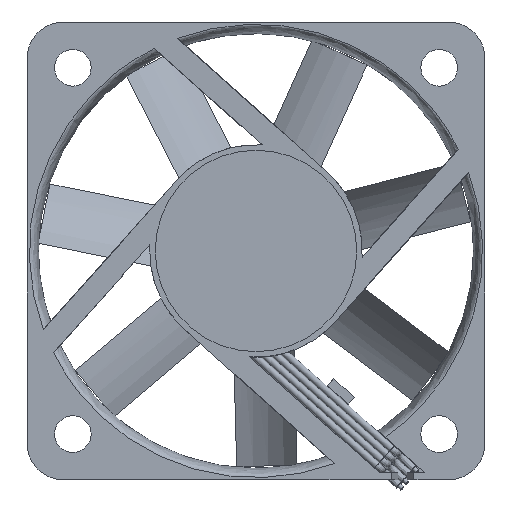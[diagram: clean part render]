
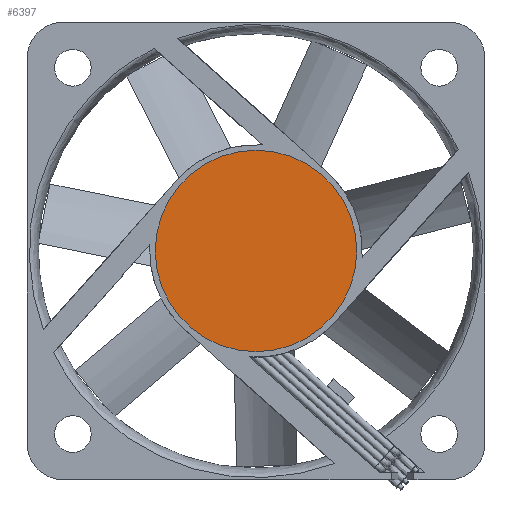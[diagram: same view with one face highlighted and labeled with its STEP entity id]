
A CAD part, front view. The second image highlights one B-rep face of the part: STEP entity #6397.
In plain terms, the highlighted planar face has unit normal (0, -1, 0).
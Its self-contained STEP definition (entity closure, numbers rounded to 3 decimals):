
#457 = EDGE_LOOP ( 'NONE', ( #546, #5024 ) ) ;
#546 = ORIENTED_EDGE ( 'NONE', *, *, #8467, .T. ) ;
#954 = DIRECTION ( 'NONE',  ( 0., 0., -1. ) ) ;
#1326 = AXIS2_PLACEMENT_3D ( 'NONE', #7254, #8658, #4018 ) ;
#1584 = CARTESIAN_POINT ( 'NONE',  ( 0., 0.1, -11. ) ) ;
#3292 = FACE_OUTER_BOUND ( 'NONE', #457, .T. ) ;
#3465 = PLANE ( 'NONE',  #7033 ) ;
#3632 = DIRECTION ( 'NONE',  ( 0., -1., 0. ) ) ;
#4018 = DIRECTION ( 'NONE',  ( 0., 0., -1. ) ) ;
#5024 = ORIENTED_EDGE ( 'NONE', *, *, #8673, .T. ) ;
#5165 = DIRECTION ( 'NONE',  ( 0., -1., 0. ) ) ;
#5701 = VERTEX_POINT ( 'NONE', #6428 ) ;
#5706 = VERTEX_POINT ( 'NONE', #1584 ) ;
#5949 = CIRCLE ( 'NONE', #1326, 11. ) ;
#6097 = AXIS2_PLACEMENT_3D ( 'NONE', #6567, #5165, #7846 ) ;
#6397 = ADVANCED_FACE ( 'NONE', ( #3292 ), #3465, .T. ) ;
#6428 = CARTESIAN_POINT ( 'NONE',  ( 0., 0.1, 11. ) ) ;
#6567 = CARTESIAN_POINT ( 'NONE',  ( 0., 0.1, 0. ) ) ;
#6938 = CIRCLE ( 'NONE', #6097, 11. ) ;
#7033 = AXIS2_PLACEMENT_3D ( 'NONE', #7646, #3632, #954 ) ;
#7254 = CARTESIAN_POINT ( 'NONE',  ( 0., 0.1, 0. ) ) ;
#7646 = CARTESIAN_POINT ( 'NONE',  ( 0., 0.1, 0. ) ) ;
#7846 = DIRECTION ( 'NONE',  ( 0., 0., -1. ) ) ;
#8467 = EDGE_CURVE ( 'NONE', #5706, #5701, #5949, .T. ) ;
#8658 = DIRECTION ( 'NONE',  ( 0., -1., 0. ) ) ;
#8673 = EDGE_CURVE ( 'NONE', #5701, #5706, #6938, .T. ) ;
